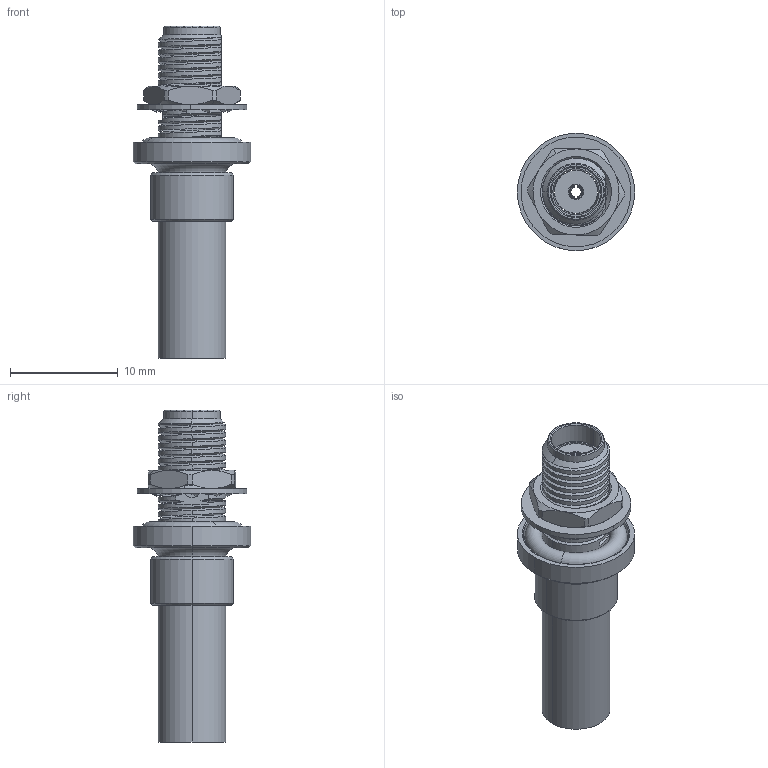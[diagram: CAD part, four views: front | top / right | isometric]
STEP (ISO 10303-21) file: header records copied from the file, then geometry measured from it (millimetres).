
FILE_DESCRIPTION (( 'STEP AP214' ), '1' );
FILE_NAME ('30-290-D10-AH.STEP', '2024-08-09T08:11:53', ( '' ), ( '' ), 'SwSTEP 2.0', 'SolidWorks 2024', '' );
FILE_SCHEMA (( 'AUTOMOTIVE_DESIGN' ));
Length unit declared in the file: millimetre
Products named in the file (1): 30-290-D10-AH
Bounding box: 10.9 x 10.9 x 30.85 mm (x, y, z)
Surface area: 1527.6 mm2 (no closed solid volume)
Topology: 0 solids, 11 shells, 206 faces, 658 edges, 435 vertices
Faces by surface type: cylinder 59, bspline 54, plane 46, cone 35, torus 12
Entity records: 16604 total; most frequent: CARTESIAN_POINT 11525, ORIENTED_EDGE 1104, DIRECTION 876, EDGE_CURVE 658, VERTEX_POINT 435, AXIS2_PLACEMENT_3D 312, LINE 252, VECTOR 252
